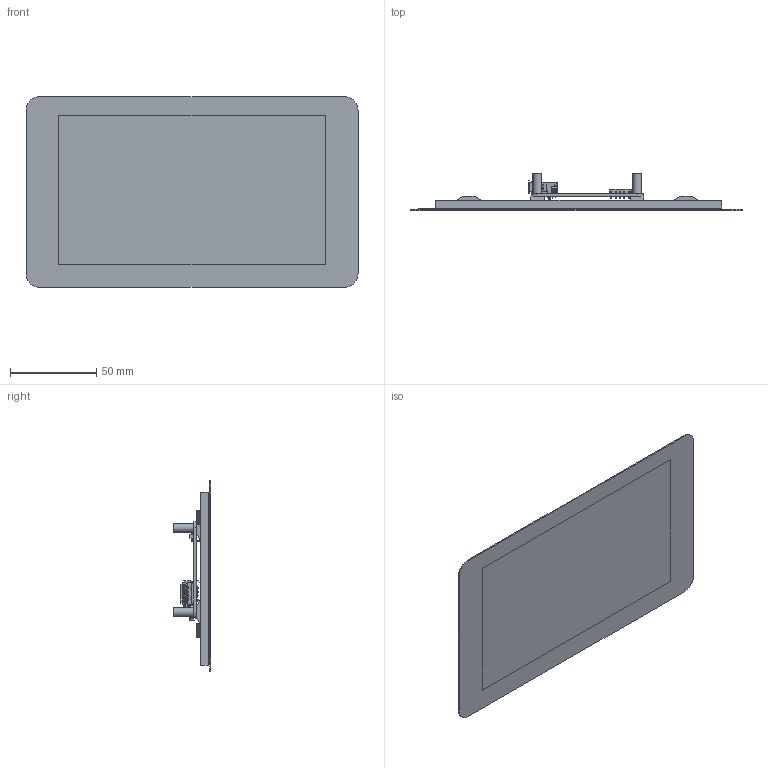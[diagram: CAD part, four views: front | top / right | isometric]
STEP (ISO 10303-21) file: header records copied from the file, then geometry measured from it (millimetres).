
FILE_DESCRIPTION(('FreeCAD Model'),'2;1');
FILE_NAME('Raspberry_Pi_Touch_Display.step', '2020-05-21T13:17:16',('Author'),(''), 'Open CASCADE STEP processor 7.3','FreeCAD','Unknown');
FILE_SCHEMA(('AUTOMOTIVE_DESIGN { 1 0 10303 214 1 1 1 1 }'));
Length unit declared in the file: millimetre
Products named in the file (29): Raspberry_Pi_Touch_Display; Display_Assembly,_Raspberry_Pi_Touch_Display; Bezel,_Display_Assembly,_Raspberry_Pi_Touch_Display; LCD,_Display_Assembly,_Raspberry_Pi_Touch_Display; Enclosure,_Display_Assembly,_Raspberry_Pi_Touch_Display; Master_Outline; Lens,_Display_Assembly,_Raspberry_Pi_Touch_Display; Cylinder; Cylinder001; Cylinder002; Cylinder003; Controller_PCBA,_Raspberry_Pi_Touch_Display; PCB,_Controller_PCBA,_Raspberry_Pi_Touch_Display; USB_Micro_B_Port,_Controller_PCBA,_Raspberry_Pi_Touch_Display; GPIO_Header,_Controller_PCBA,_Raspberry_Pi_Touch_Display; USB_A_Port,_Controller_PCBA,_Raspberry_Pi_Touch_Display; USB_3.0_A_Recepticle_Shell; USB_3.0_A_Recepticle_Insert_Fit; USB_3.0_A_Recepticle_Rear_Insert_Fit; USB_3.0_A_Recepticle_Lower_Pin; USB_3.0_A_Recepticle_Lower_Pin001; USB_3.0_A_Recepticle_Lower_Pin002; USB_3.0_A_Recepticle_Lower_Pin003; USB_3.0_A_Recepticle_Upper_Pin; USB_3.0_A_Recepticle_Upper_Pin001; USB_3.0_A_Recepticle_Upper_Pin002; USB_3.0_A_Recepticle_Upper_Pin003; USB_3.0_A_Recepticle_Upper_Pin004; 12mm_Standoffs
Assembly tree (28 placements, depth 4):
  Raspberry_Pi_Touch_Display
    Display_Assembly,_Raspberry_Pi_Touch_Display
      Bezel,_Display_Assembly,_Raspberry_Pi_Touch_Display
      LCD,_Display_Assembly,_Raspberry_Pi_Touch_Display
      Enclosure,_Display_Assembly,_Raspberry_Pi_Touch_Display
      Master_Outline
      Lens,_Display_Assembly,_Raspberry_Pi_Touch_Display
    Cylinder
    Cylinder001
    Cylinder002
    Cylinder003
    Controller_PCBA,_Raspberry_Pi_Touch_Display
      PCB,_Controller_PCBA,_Raspberry_Pi_Touch_Display
      USB_Micro_B_Port,_Controller_PCBA,_Raspberry_Pi_Touch_Display
      GPIO_Header,_Controller_PCBA,_Raspberry_Pi_Touch_Display
      USB_A_Port,_Controller_PCBA,_Raspberry_Pi_Touch_Display
        USB_3.0_A_Recepticle_Shell
        USB_3.0_A_Recepticle_Insert_Fit
        USB_3.0_A_Recepticle_Rear_Insert_Fit
        USB_3.0_A_Recepticle_Lower_Pin
        USB_3.0_A_Recepticle_Lower_Pin001
        USB_3.0_A_Recepticle_Lower_Pin002
        USB_3.0_A_Recepticle_Lower_Pin003
        USB_3.0_A_Recepticle_Upper_Pin
        USB_3.0_A_Recepticle_Upper_Pin001
        USB_3.0_A_Recepticle_Upper_Pin002
        USB_3.0_A_Recepticle_Upper_Pin003
        USB_3.0_A_Recepticle_Upper_Pin004
    12mm_Standoffs
Bounding box: 192.96 x 21.76 x 110.76 mm (x, y, z)
Volume: 111668.6 mm3; surface area: 126935.7 mm2
Topology: 27 solids, 27 shells, 1922 faces, 5306 edges, 3420 vertices
Faces by surface type: plane 1463, cylinder 401, bspline 46, cone 8, sphere 4
Full cylindrical faces by diameter (mm): 2.05 x4, 2.5 x4, 2.75 x4, 5 x8
Entity records: 68916 total; most frequent: CARTESIAN_POINT 14523, ORIENTED_EDGE 10580, DIRECTION 9761, EDGE_CURVE 5290, LINE 4397, VECTOR 4397, VERTEX_POINT 3412, AXIS2_PLACEMENT_3D 2682
